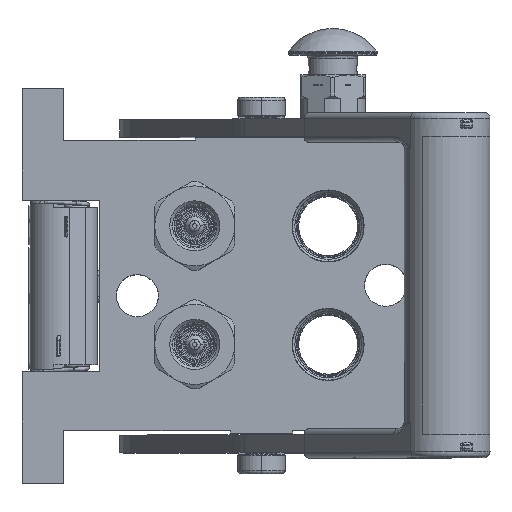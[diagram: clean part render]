
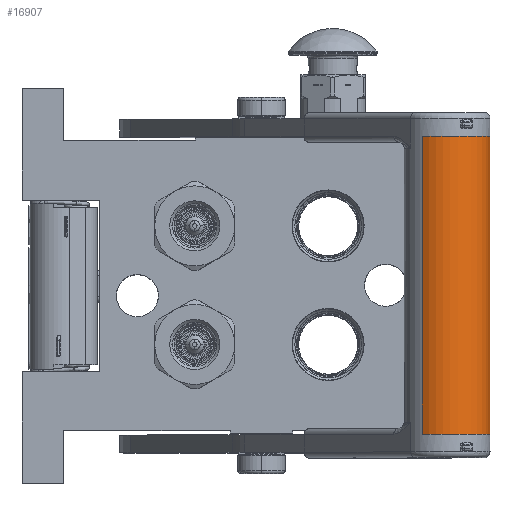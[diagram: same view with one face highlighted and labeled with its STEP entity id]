
A CAD part, top view. The second image highlights one B-rep face of the part: STEP entity #16907.
In plain terms, the highlighted cylindrical face has radius 14.5 mm (diameter 29 mm), a partial arc.
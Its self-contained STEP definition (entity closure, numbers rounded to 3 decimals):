
#232 = ORIENTED_EDGE ( 'NONE', *, *, #104233, .T. ) ;
#1053 = ORIENTED_EDGE ( 'NONE', *, *, #59713, .T. ) ;
#3210 = CARTESIAN_POINT ( 'NONE',  ( -46., 0., 0. ) ) ;
#4535 = CARTESIAN_POINT ( 'NONE',  ( 46.5, -7.111, -12.636 ) ) ;
#5730 = AXIS2_PLACEMENT_3D ( 'NONE', #84723, #16091, #26526 ) ;
#9390 = LINE ( 'NONE', #11313, #126121 ) ;
#11313 = CARTESIAN_POINT ( 'NONE',  ( -50., 0., 14.5 ) ) ;
#11492 = DIRECTION ( 'NONE',  ( 1., 0., 0. ) ) ;
#11576 = VERTEX_POINT ( 'NONE', #14700 ) ;
#11586 = LINE ( 'NONE', #25879, #86271 ) ;
#14700 = CARTESIAN_POINT ( 'NONE',  ( -46., -7.576, -12.363 ) ) ;
#15426 = CARTESIAN_POINT ( 'NONE',  ( 50.5, 0., 0. ) ) ;
#16091 = DIRECTION ( 'NONE',  ( -1., 0., 0. ) ) ;
#16758 = DIRECTION ( 'NONE',  ( 1., 0., 0. ) ) ;
#16907 = ADVANCED_FACE ( 'NONE', ( #112778 ), #122178, .T. ) ;
#17160 = EDGE_CURVE ( 'NONE', #60400, #19789, #11586, .T. ) ;
#17952 = DIRECTION ( 'NONE',  ( 0., 0., 1. ) ) ;
#18827 = VERTEX_POINT ( 'NONE', #103684 ) ;
#19789 = VERTEX_POINT ( 'NONE', #57956 ) ;
#22668 = ORIENTED_EDGE ( 'NONE', *, *, #72771, .T. ) ;
#25879 = CARTESIAN_POINT ( 'NONE',  ( 46.5, -7.576, -12.363 ) ) ;
#26526 = DIRECTION ( 'NONE',  ( 0., 0., -1. ) ) ;
#31199 = CARTESIAN_POINT ( 'NONE',  ( 46.5, 0., -14.5 ) ) ;
#32983 = EDGE_CURVE ( 'NONE', #18827, #123077, #33849, .T. ) ;
#33849 = LINE ( 'NONE', #109326, #110029 ) ;
#34423 = CARTESIAN_POINT ( 'NONE',  ( -50., -7.576, -12.363 ) ) ;
#35382 = ORIENTED_EDGE ( 'NONE', *, *, #17160, .T. ) ;
#44077 = DIRECTION ( 'NONE',  ( 0., -0.522, -0.853 ) ) ;
#44530 = DIRECTION ( 'NONE',  ( -1., 0., 0. ) ) ;
#45504 = EDGE_LOOP ( 'NONE', ( #110568, #232, #60361, #35382, #103771, #123722, #1053, #111085, #22668 ) ) ;
#47133 = DIRECTION ( 'NONE',  ( 0., 0., -1. ) ) ;
#47652 = VERTEX_POINT ( 'NONE', #63075 ) ;
#49652 = EDGE_CURVE ( 'NONE', #56298, #86688, #9390, .T. ) ;
#54324 = EDGE_CURVE ( 'NONE', #47652, #11576, #96204, .T. ) ;
#56298 = VERTEX_POINT ( 'NONE', #75061 ) ;
#57956 = CARTESIAN_POINT ( 'NONE',  ( 50.5, -7.576, -12.363 ) ) ;
#59713 = EDGE_CURVE ( 'NONE', #56298, #47652, #85719, .T. ) ;
#60361 = ORIENTED_EDGE ( 'NONE', *, *, #110729, .T. ) ;
#60400 = VERTEX_POINT ( 'NONE', #75028 ) ;
#61415 = CIRCLE ( 'NONE', #83156, 14.5 ) ;
#63075 = CARTESIAN_POINT ( 'NONE',  ( -50., -7.576, -12.363 ) ) ;
#63228 = AXIS2_PLACEMENT_3D ( 'NONE', #84508, #44530, #114169 ) ;
#66596 = VECTOR ( 'NONE', #123633, 1000. ) ;
#67222 = CIRCLE ( 'NONE', #5730, 14.5 ) ;
#67414 = CARTESIAN_POINT ( 'NONE',  ( -50., 0., 0. ) ) ;
#72693 = DIRECTION ( 'NONE',  ( 1., 0., 0. ) ) ;
#72771 = EDGE_CURVE ( 'NONE', #11576, #18827, #61415, .T. ) ;
#73455 = AXIS2_PLACEMENT_3D ( 'NONE', #88411, #97560, #47133 ) ;
#75028 = CARTESIAN_POINT ( 'NONE',  ( 46.5, -7.576, -12.363 ) ) ;
#75061 = CARTESIAN_POINT ( 'NONE',  ( -50., 0., 14.5 ) ) ;
#75100 = VERTEX_POINT ( 'NONE', #4535 ) ;
#77697 = CIRCLE ( 'NONE', #73455, 14.5 ) ;
#79014 = AXIS2_PLACEMENT_3D ( 'NONE', #15426, #94924, #44077 ) ;
#83156 = AXIS2_PLACEMENT_3D ( 'NONE', #3210, #72693, #83982 ) ;
#83982 = DIRECTION ( 'NONE',  ( 0., -0.522, -0.853 ) ) ;
#84508 = CARTESIAN_POINT ( 'NONE',  ( -50., 0., 0. ) ) ;
#84723 = CARTESIAN_POINT ( 'NONE',  ( 46.5, 0., 0. ) ) ;
#85719 = CIRCLE ( 'NONE', #93075, 14.5 ) ;
#86271 = VECTOR ( 'NONE', #16758, 1000. ) ;
#86688 = VERTEX_POINT ( 'NONE', #115837 ) ;
#88411 = CARTESIAN_POINT ( 'NONE',  ( 46.5, 0., 0. ) ) ;
#93075 = AXIS2_PLACEMENT_3D ( 'NONE', #67414, #115838, #17952 ) ;
#94924 = DIRECTION ( 'NONE',  ( -1., 0., 0. ) ) ;
#96204 = LINE ( 'NONE', #34423, #66596 ) ;
#97434 = CIRCLE ( 'NONE', #79014, 14.5 ) ;
#97560 = DIRECTION ( 'NONE',  ( -1., 0., 0. ) ) ;
#100409 = DIRECTION ( 'NONE',  ( 1., 0., 0. ) ) ;
#103684 = CARTESIAN_POINT ( 'NONE',  ( -46., 0., -14.5 ) ) ;
#103771 = ORIENTED_EDGE ( 'NONE', *, *, #125492, .T. ) ;
#104233 = EDGE_CURVE ( 'NONE', #123077, #75100, #77697, .T. ) ;
#109326 = CARTESIAN_POINT ( 'NONE',  ( -46., 0., -14.5 ) ) ;
#110029 = VECTOR ( 'NONE', #11492, 1000. ) ;
#110568 = ORIENTED_EDGE ( 'NONE', *, *, #32983, .T. ) ;
#110729 = EDGE_CURVE ( 'NONE', #75100, #60400, #67222, .T. ) ;
#111085 = ORIENTED_EDGE ( 'NONE', *, *, #54324, .T. ) ;
#112778 = FACE_OUTER_BOUND ( 'NONE', #45504, .T. ) ;
#114169 = DIRECTION ( 'NONE',  ( 0., 0., -1. ) ) ;
#115837 = CARTESIAN_POINT ( 'NONE',  ( 50.5, 0., 14.5 ) ) ;
#115838 = DIRECTION ( 'NONE',  ( 1., 0., 0. ) ) ;
#122178 = CYLINDRICAL_SURFACE ( 'NONE', #63228, 14.5 ) ;
#123077 = VERTEX_POINT ( 'NONE', #31199 ) ;
#123633 = DIRECTION ( 'NONE',  ( 1., 0., 0. ) ) ;
#123722 = ORIENTED_EDGE ( 'NONE', *, *, #49652, .F. ) ;
#125492 = EDGE_CURVE ( 'NONE', #19789, #86688, #97434, .T. ) ;
#126121 = VECTOR ( 'NONE', #100409, 1000. ) ;
